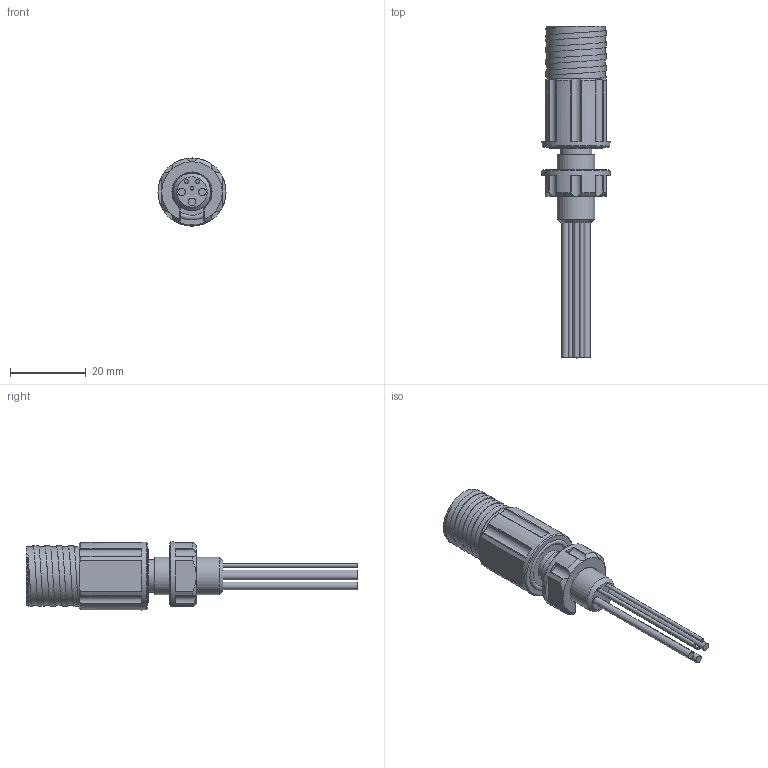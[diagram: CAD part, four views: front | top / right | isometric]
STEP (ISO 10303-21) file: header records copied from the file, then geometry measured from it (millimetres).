
FILE_DESCRIPTION(/* description */ ('STEP AP203'),/* implementation_level */ '2;1');
FILE_NAME(/* name */ '3-6pin M10 Female Bulkhead.step',/* time_stamp */ '2025-07-07T18:20:20-04:00',/* author */ (''),/* organization */ (''),/* preprocessor_version */ 'ST-DEVELOPER v20.1',/* originating_system */ 'Autodesk Translation Framework v14.10.0.0',/* authorisation */ '');
FILE_SCHEMA (('AUTOMOTIVE_DESIGN { 1 0 10303 214 3 1 1 }'));
Length unit declared in the file: millimetre
Products named in the file (1): 13030503-00
Bounding box: 18 x 87.7 x 17.99 mm (x, y, z)
Volume: 8320.4 mm3; surface area: 5508.3 mm2
Topology: 2 solids, 2 shells, 157 faces, 384 edges, 249 vertices
Faces by surface type: cylinder 75, plane 47, cone 32, bspline 2, torus 1
Full cylindrical faces by diameter (mm): 1 x6, 2 x6, 8.6 x1, 10 x1, 10.9 x1, 13 x1, 15.4 x4, 15.9 x4, 18 x1
Entity records: 6097 total; most frequent: CARTESIAN_POINT 2411, DIRECTION 769, ORIENTED_EDGE 768, EDGE_CURVE 384, AXIS2_PLACEMENT_3D 320, VERTEX_POINT 249, EDGE_LOOP 175, CIRCLE 164
